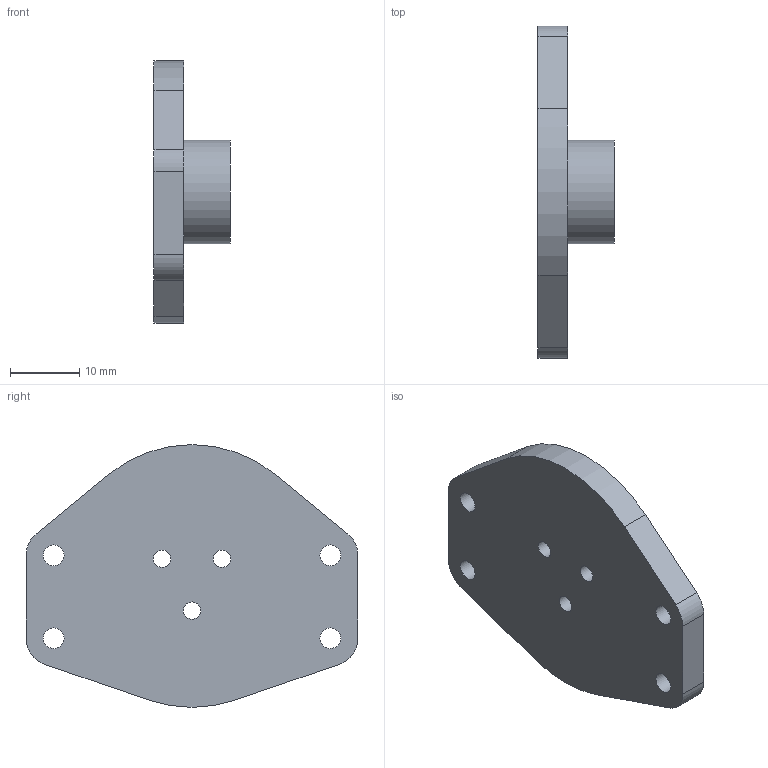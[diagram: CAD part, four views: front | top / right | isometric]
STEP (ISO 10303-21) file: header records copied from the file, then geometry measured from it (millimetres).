
FILE_DESCRIPTION(/* description */ (''),/* implementation_level */ '2;1');
FILE_NAME(/* name */ 'ALU_axial_moving_bottom.step',/* time_stamp */ '2019-12-09T11:55:47+01:00',/* author */ (''),/* organization */ (''),/* preprocessor_version */ 'ST-DEVELOPER v18',/* originating_system */ 'Autodesk Translation Framework v8.12.0.6',/* authorisation */ '');
FILE_SCHEMA (('AUTOMOTIVE_DESIGN { 1 0 10303 214 3 1 1 }'));
Length unit declared in the file: millimetre
Products named in the file (1): ALU_axial_moving_bottom
Bounding box: 11 x 48 x 38 mm (x, y, z)
Volume: 6749.2 mm3; surface area: 4104.9 mm2
Topology: 1 solids, 1 shells, 29 faces, 79 edges, 54 vertices
Faces by surface type: cylinder 15, plane 10, cone 4
Full cylindrical faces by diameter (mm): 2.5 x3, 3 x4, 15 x1, 32 x1
Entity records: 1008 total; most frequent: DIRECTION 181, CARTESIAN_POINT 163, ORIENTED_EDGE 158, EDGE_CURVE 79, AXIS2_PLACEMENT_3D 72, VERTEX_POINT 54, EDGE_LOOP 45, CIRCLE 42
